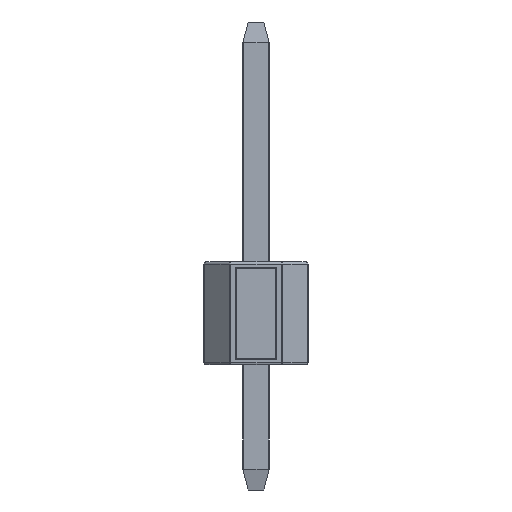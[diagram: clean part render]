
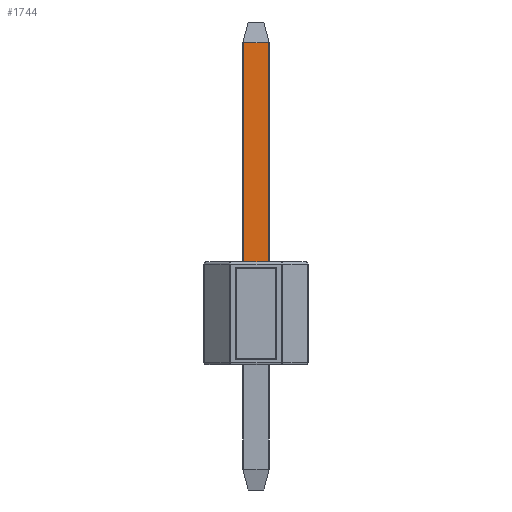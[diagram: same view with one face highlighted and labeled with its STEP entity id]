
A CAD part, left-side view. The second image highlights one B-rep face of the part: STEP entity #1744.
In plain terms, the highlighted planar face has unit normal (-1, 0, 0).
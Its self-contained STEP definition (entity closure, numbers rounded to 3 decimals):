
#395=FACE_OUTER_BOUND('',#489,.T.);
#489=EDGE_LOOP('',(#1434,#1435,#1436,#1437));
#598=LINE('',#2878,#738);
#621=LINE('',#2926,#761);
#622=LINE('',#2928,#762);
#623=LINE('',#2929,#763);
#738=VECTOR('',#2350,10.);
#761=VECTOR('',#2401,10.);
#762=VECTOR('',#2402,10.);
#763=VECTOR('',#2403,10.);
#802=VERTEX_POINT('',#2619);
#805=VERTEX_POINT('',#2626);
#884=VERTEX_POINT('',#2925);
#885=VERTEX_POINT('',#2927);
#1054=EDGE_CURVE('',#805,#802,#598,.T.);
#1077=EDGE_CURVE('',#884,#802,#621,.T.);
#1078=EDGE_CURVE('',#885,#884,#622,.T.);
#1079=EDGE_CURVE('',#805,#885,#623,.T.);
#1434=ORIENTED_EDGE('',*,*,#1054,.T.);
#1435=ORIENTED_EDGE('',*,*,#1077,.F.);
#1436=ORIENTED_EDGE('',*,*,#1078,.F.);
#1437=ORIENTED_EDGE('',*,*,#1079,.F.);
#1567=PLANE('',#1944);
#1744=ADVANCED_FACE('',(#395),#1567,.T.);
#1944=AXIS2_PLACEMENT_3D('',#2924,#2399,#2400);
#2350=DIRECTION('',(0.,-1.,0.));
#2399=DIRECTION('center_axis',(-1.,0.,0.));
#2400=DIRECTION('ref_axis',(0.,0.,1.));
#2401=DIRECTION('',(0.,0.,-1.));
#2402=DIRECTION('',(0.,-1.,0.));
#2403=DIRECTION('',(0.,0.,1.));
#2619=CARTESIAN_POINT('',(-0.32,-0.297,2.5));
#2626=CARTESIAN_POINT('',(-0.32,0.292,2.5));
#2878=CARTESIAN_POINT('',(-0.32,-0.003,2.5));
#2924=CARTESIAN_POINT('Origin',(-0.32,-0.003,2.645));
#2925=CARTESIAN_POINT('',(-0.32,-0.297,7.832));
#2926=CARTESIAN_POINT('',(-0.32,-0.297,5.493));
#2927=CARTESIAN_POINT('',(-0.32,0.292,7.832));
#2928=CARTESIAN_POINT('',(-0.32,0.158,7.832));
#2929=CARTESIAN_POINT('',(-0.32,0.292,-0.202));
